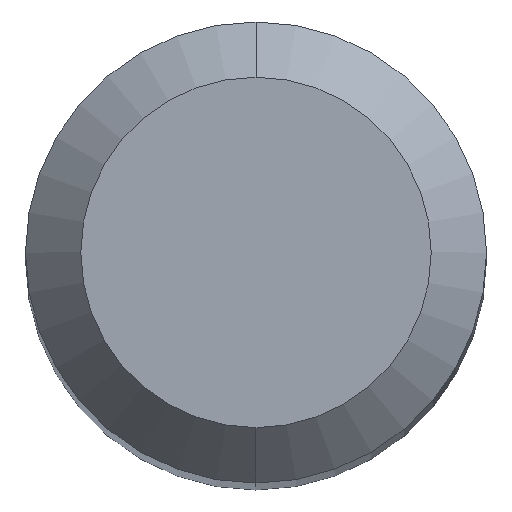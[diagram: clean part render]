
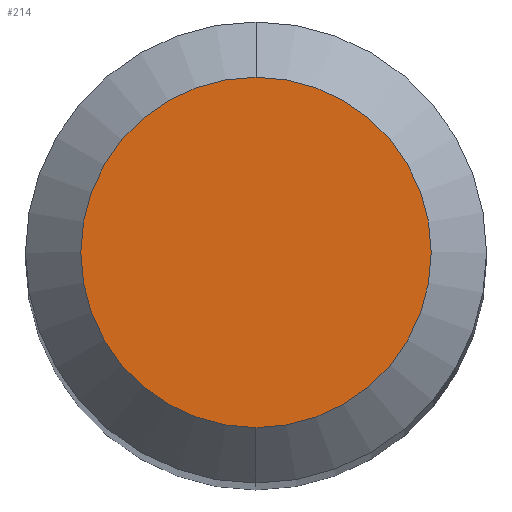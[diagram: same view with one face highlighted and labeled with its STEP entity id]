
A CAD part, top view. The second image highlights one B-rep face of the part: STEP entity #214.
In plain terms, the highlighted planar face has unit normal (0, 0, 1).
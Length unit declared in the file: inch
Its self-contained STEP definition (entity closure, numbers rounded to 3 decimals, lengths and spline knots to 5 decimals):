
#3 = AXIS2_PLACEMENT_3D ( 'NONE', #334, #495, #421 ) ;
#71 = FACE_OUTER_BOUND ( 'NONE', #222, .T. ) ;
#96 = AXIS2_PLACEMENT_3D ( 'NONE', #259, #120, #221 ) ;
#99 = EDGE_CURVE ( 'NONE', #366, #400, #168, .T. ) ;
#108 = CARTESIAN_POINT ( 'NONE',  ( 0., 0.0475, 0. ) ) ;
#118 = PLANE ( 'NONE',  #3 ) ;
#120 = DIRECTION ( 'NONE',  ( 0., 0., 1. ) ) ;
#156 = CARTESIAN_POINT ( 'NONE',  ( 0., -0.0475, 0. ) ) ;
#157 = AXIS2_PLACEMENT_3D ( 'NONE', #381, #290, #456 ) ;
#168 = CIRCLE ( 'NONE', #96, 0.0475 ) ;
#199 = EDGE_CURVE ( 'NONE', #400, #366, #449, .T. ) ;
#214 = ADVANCED_FACE ( 'NONE', ( #71 ), #118, .F. ) ;
#221 = DIRECTION ( 'NONE',  ( 0., -1., 0. ) ) ;
#222 = EDGE_LOOP ( 'NONE', ( #481, #379 ) ) ;
#259 = CARTESIAN_POINT ( 'NONE',  ( 0., 0., 0. ) ) ;
#290 = DIRECTION ( 'NONE',  ( 0., 0., 1. ) ) ;
#334 = CARTESIAN_POINT ( 'NONE',  ( 0., 0.0475, 0. ) ) ;
#366 = VERTEX_POINT ( 'NONE', #108 ) ;
#379 = ORIENTED_EDGE ( 'NONE', *, *, #199, .T. ) ;
#381 = CARTESIAN_POINT ( 'NONE',  ( 0., 0., 0. ) ) ;
#400 = VERTEX_POINT ( 'NONE', #156 ) ;
#421 = DIRECTION ( 'NONE',  ( 0., 1., 0. ) ) ;
#449 = CIRCLE ( 'NONE', #157, 0.0475 ) ;
#456 = DIRECTION ( 'NONE',  ( 0., -1., 0. ) ) ;
#481 = ORIENTED_EDGE ( 'NONE', *, *, #99, .T. ) ;
#495 = DIRECTION ( 'NONE',  ( 0., 0., -1. ) ) ;
